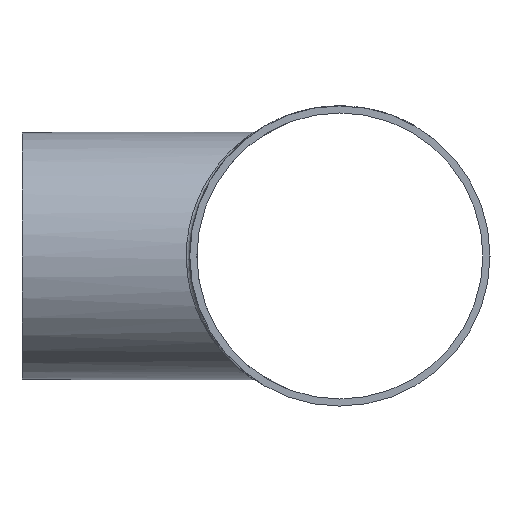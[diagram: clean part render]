
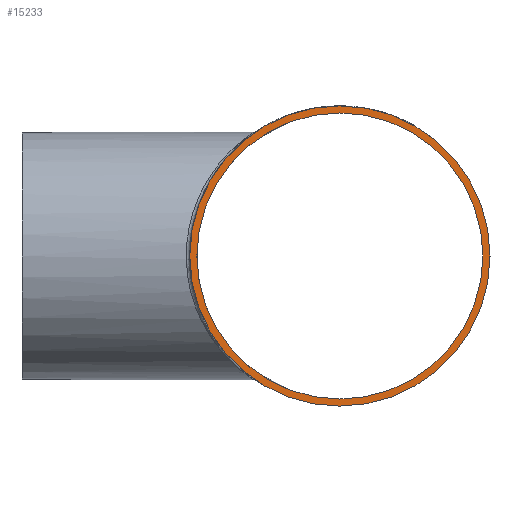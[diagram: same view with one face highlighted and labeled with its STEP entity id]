
A CAD part, left-side view. The second image highlights one B-rep face of the part: STEP entity #15233.
In plain terms, the highlighted planar face has unit normal (-1, 0, 0).
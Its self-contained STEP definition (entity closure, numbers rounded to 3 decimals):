
#86 = EDGE_LOOP ( 'NONE', ( #24576 ) ) ;
#2254 = EDGE_CURVE ( 'NONE', #21340, #21340, #8495, .T. ) ;
#2758 = FACE_BOUND ( 'NONE', #19313, .T. ) ;
#3181 = DIRECTION ( 'NONE',  ( 0., 0., 1. ) ) ;
#3401 = DIRECTION ( 'NONE',  ( 0., 0., 1. ) ) ;
#4845 = CARTESIAN_POINT ( 'NONE',  ( -90., 0., 0. ) ) ;
#6117 = DIRECTION ( 'NONE',  ( -1., 0., 0. ) ) ;
#6158 = CARTESIAN_POINT ( 'NONE',  ( -90., 0., 40.5 ) ) ;
#6469 = AXIS2_PLACEMENT_3D ( 'NONE', #18559, #22562, #3401 ) ;
#8495 = CIRCLE ( 'NONE', #16267, 40.5 ) ;
#10149 = CARTESIAN_POINT ( 'NONE',  ( -90., 0., 42.5 ) ) ;
#10712 = FACE_OUTER_BOUND ( 'NONE', #86, .T. ) ;
#11226 = ORIENTED_EDGE ( 'NONE', *, *, #2254, .F. ) ;
#11266 = AXIS2_PLACEMENT_3D ( 'NONE', #4845, #24270, #3181 ) ;
#14059 = DIRECTION ( 'NONE',  ( 0., 0., 1. ) ) ;
#14686 = PLANE ( 'NONE',  #6469 ) ;
#15233 = ADVANCED_FACE ( 'NONE', ( #2758, #10712 ), #14686, .T. ) ;
#16267 = AXIS2_PLACEMENT_3D ( 'NONE', #17683, #6117, #14059 ) ;
#17683 = CARTESIAN_POINT ( 'NONE',  ( -90., 0., 0. ) ) ;
#18559 = CARTESIAN_POINT ( 'NONE',  ( -90., 0., 0. ) ) ;
#19313 = EDGE_LOOP ( 'NONE', ( #11226 ) ) ;
#21131 = CIRCLE ( 'NONE', #11266, 42.5 ) ;
#21340 = VERTEX_POINT ( 'NONE', #6158 ) ;
#22384 = EDGE_CURVE ( 'NONE', #24170, #24170, #21131, .T. ) ;
#22562 = DIRECTION ( 'NONE',  ( -1., 0., 0. ) ) ;
#24170 = VERTEX_POINT ( 'NONE', #10149 ) ;
#24270 = DIRECTION ( 'NONE',  ( -1., 0., 0. ) ) ;
#24576 = ORIENTED_EDGE ( 'NONE', *, *, #22384, .T. ) ;
